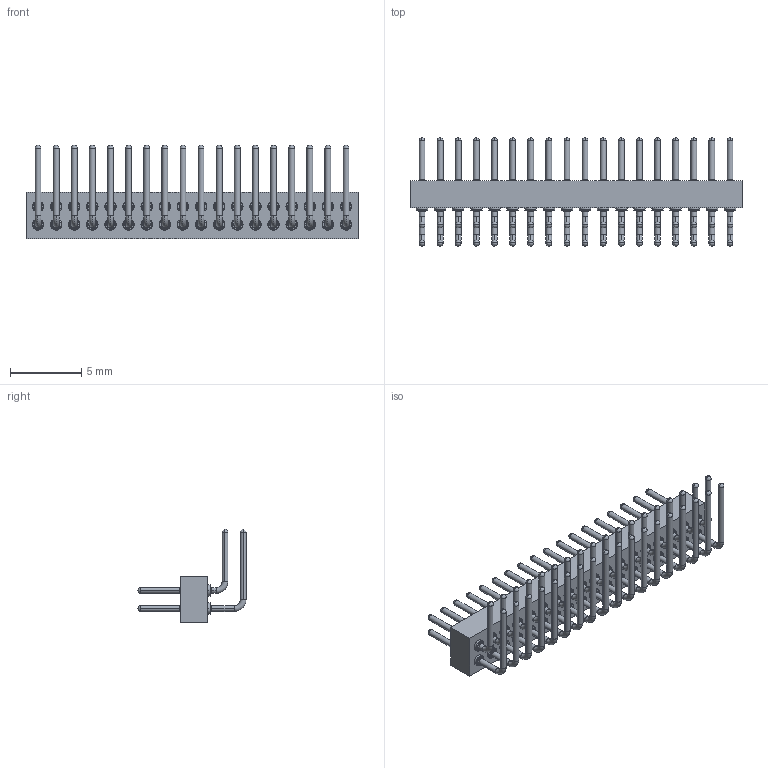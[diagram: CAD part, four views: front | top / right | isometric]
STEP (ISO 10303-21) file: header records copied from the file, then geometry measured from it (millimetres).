
FILE_DESCRIPTION(('STEP AP203'),'1');
FILE_NAME('pcb_connector_852-10-036-20-001101.stp','2019-01-27T18:05:38',('TraceParts'),('TraceParts S.A.'),'Spatial InterOp 3D',' ',' ');
FILE_SCHEMA(('CONFIG_CONTROL_DESIGN'));
Length unit declared in the file: millimetre
Products named in the file (1): 1
Bounding box: 23.27 x 7.58 x 6.55 mm (x, y, z)
Volume: 190.9 mm3; surface area: 686.9 mm2
Topology: 1 solids, 1 shells, 798 faces, 2136 edges, 1376 vertices
Faces by surface type: torus 288, cylinder 288, plane 78, cone 72, sphere 72
Entity records: 25544 total; most frequent: DIRECTION 5354, CARTESIAN_POINT 4239, ORIENTED_EDGE 4128, AXIS2_PLACEMENT_3D 2491, EDGE_CURVE 2064, CIRCLE 1692, VERTEX_POINT 1376, EDGE_LOOP 906
